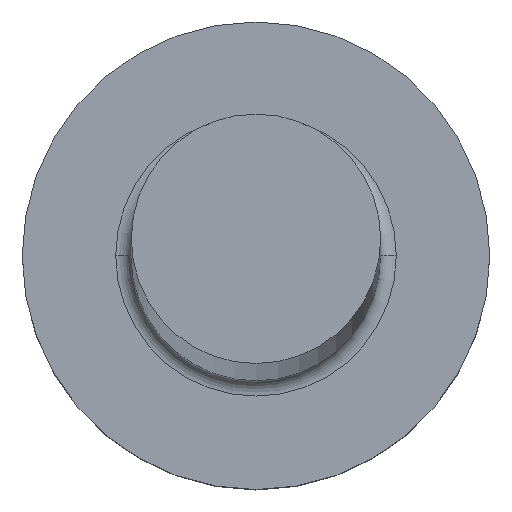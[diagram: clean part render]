
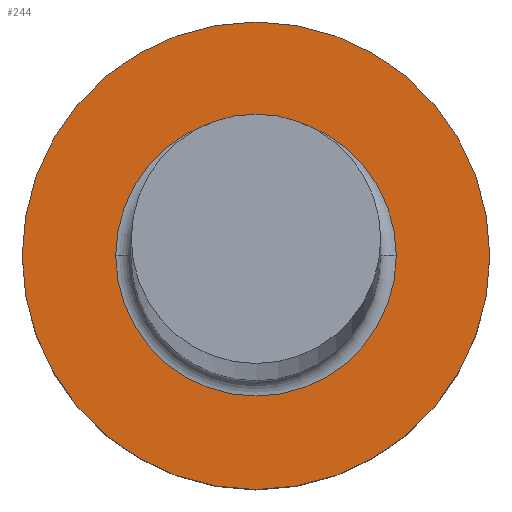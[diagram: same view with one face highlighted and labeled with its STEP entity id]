
A CAD part, top view. The second image highlights one B-rep face of the part: STEP entity #244.
In plain terms, the highlighted planar face has unit normal (0, 0, 1).
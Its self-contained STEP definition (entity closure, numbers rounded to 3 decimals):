
#21 = DIRECTION ( 'NONE',  ( 1., 0., 0. ) ) ;
#25 = DIRECTION ( 'NONE',  ( 0., 0., 1. ) ) ;
#28 = DIRECTION ( 'NONE',  ( 1., 0., 0. ) ) ;
#39 = VERTEX_POINT ( 'NONE', #204 ) ;
#44 = ORIENTED_EDGE ( 'NONE', *, *, #306, .T. ) ;
#54 = AXIS2_PLACEMENT_3D ( 'NONE', #206, #275, #21 ) ;
#58 = EDGE_CURVE ( 'NONE', #300, #84, #198, .T. ) ;
#60 = CARTESIAN_POINT ( 'NONE',  ( -1.8, 0., 3. ) ) ;
#63 = EDGE_CURVE ( 'NONE', #84, #300, #91, .T. ) ;
#68 = CARTESIAN_POINT ( 'NONE',  ( 1.8, 0., 3. ) ) ;
#69 = FACE_BOUND ( 'NONE', #257, .T. ) ;
#70 = CIRCLE ( 'NONE', #249, 3. ) ;
#84 = VERTEX_POINT ( 'NONE', #60 ) ;
#91 = CIRCLE ( 'NONE', #129, 1.8 ) ;
#95 = CIRCLE ( 'NONE', #111, 3. ) ;
#108 = CARTESIAN_POINT ( 'NONE',  ( 0., 0., 3. ) ) ;
#111 = AXIS2_PLACEMENT_3D ( 'NONE', #138, #286, #235 ) ;
#113 = CARTESIAN_POINT ( 'NONE',  ( 0., 0., 3. ) ) ;
#122 = EDGE_CURVE ( 'NONE', #182, #39, #70, .T. ) ;
#129 = AXIS2_PLACEMENT_3D ( 'NONE', #108, #301, #274 ) ;
#138 = CARTESIAN_POINT ( 'NONE',  ( 0., 0., 3. ) ) ;
#140 = CARTESIAN_POINT ( 'NONE',  ( -3., 0., 3. ) ) ;
#156 = EDGE_LOOP ( 'NONE', ( #202, #44 ) ) ;
#159 = DIRECTION ( 'NONE',  ( 0., 0., 1. ) ) ;
#161 = CARTESIAN_POINT ( 'NONE',  ( 0., 0., 3. ) ) ;
#182 = VERTEX_POINT ( 'NONE', #140 ) ;
#198 = CIRCLE ( 'NONE', #54, 1.8 ) ;
#202 = ORIENTED_EDGE ( 'NONE', *, *, #122, .T. ) ;
#204 = CARTESIAN_POINT ( 'NONE',  ( 3., 0., 3. ) ) ;
#206 = CARTESIAN_POINT ( 'NONE',  ( 0., 0., 3. ) ) ;
#208 = AXIS2_PLACEMENT_3D ( 'NONE', #161, #25, #209 ) ;
#209 = DIRECTION ( 'NONE',  ( 1., 0., 0. ) ) ;
#223 = ORIENTED_EDGE ( 'NONE', *, *, #63, .T. ) ;
#235 = DIRECTION ( 'NONE',  ( 1., 0., 0. ) ) ;
#244 = ADVANCED_FACE ( 'NONE', ( #69, #285 ), #282, .T. ) ;
#249 = AXIS2_PLACEMENT_3D ( 'NONE', #113, #159, #28 ) ;
#257 = EDGE_LOOP ( 'NONE', ( #290, #223 ) ) ;
#274 = DIRECTION ( 'NONE',  ( 1., 0., 0. ) ) ;
#275 = DIRECTION ( 'NONE',  ( 0., 0., -1. ) ) ;
#282 = PLANE ( 'NONE',  #208 ) ;
#285 = FACE_OUTER_BOUND ( 'NONE', #156, .T. ) ;
#286 = DIRECTION ( 'NONE',  ( 0., 0., 1. ) ) ;
#290 = ORIENTED_EDGE ( 'NONE', *, *, #58, .T. ) ;
#300 = VERTEX_POINT ( 'NONE', #68 ) ;
#301 = DIRECTION ( 'NONE',  ( 0., 0., -1. ) ) ;
#306 = EDGE_CURVE ( 'NONE', #39, #182, #95, .T. ) ;
